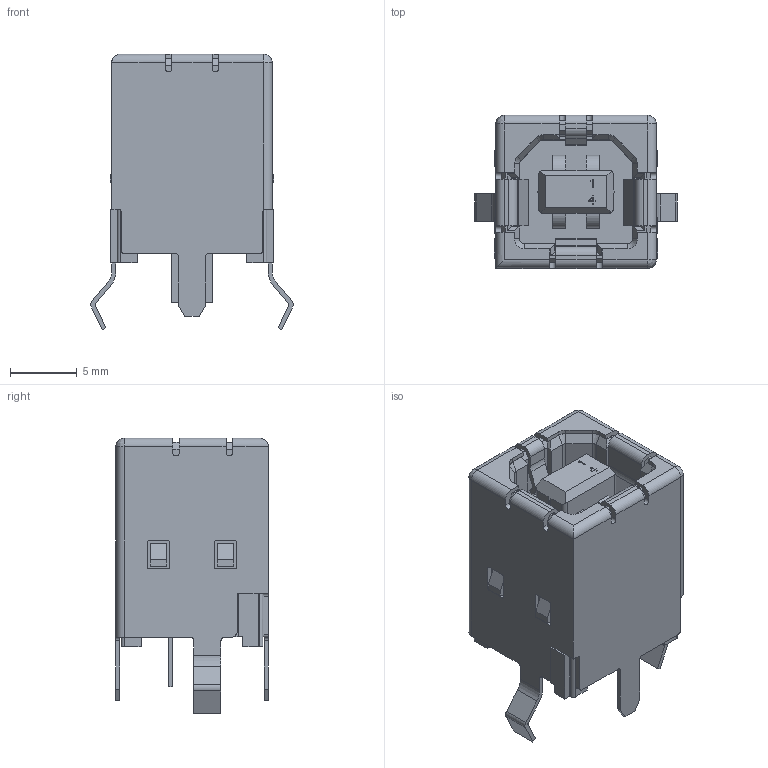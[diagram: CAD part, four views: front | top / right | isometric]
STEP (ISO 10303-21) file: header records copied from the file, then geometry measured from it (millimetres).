
FILE_DESCRIPTION((''),'2;1');
FILE_NAME('C-5788336-1','2018-06-19T',('workeradm'),('TE Connectivity Ltd.'),'CREO PARAMETRIC BY PTC INC, 2016050','CREO PARAMETRIC BY PTC INC, 2016050','');
FILE_SCHEMA(('AUTOMOTIVE_DESIGN { 1 0 10303 214 1 1 1 1 }'));
Length unit declared in the file: millimetre
Products named in the file (1): C-5788336-1
Bounding box: 15.15 x 11.46 x 20.64 mm (x, y, z)
Volume: 1612.4 mm3; surface area: 1724.5 mm2
Topology: 1 solids, 1 shells, 465 faces, 1280 edges, 837 vertices
Faces by surface type: plane 337, cylinder 119, cone 6, bspline 3
Entity records: 14810 total; most frequent: CARTESIAN_POINT 2735, ORIENTED_EDGE 2560, DIRECTION 2439, EDGE_CURVE 1280, VECTOR 1017, LINE 1017, VERTEX_POINT 837, AXIS2_PLACEMENT_3D 711
